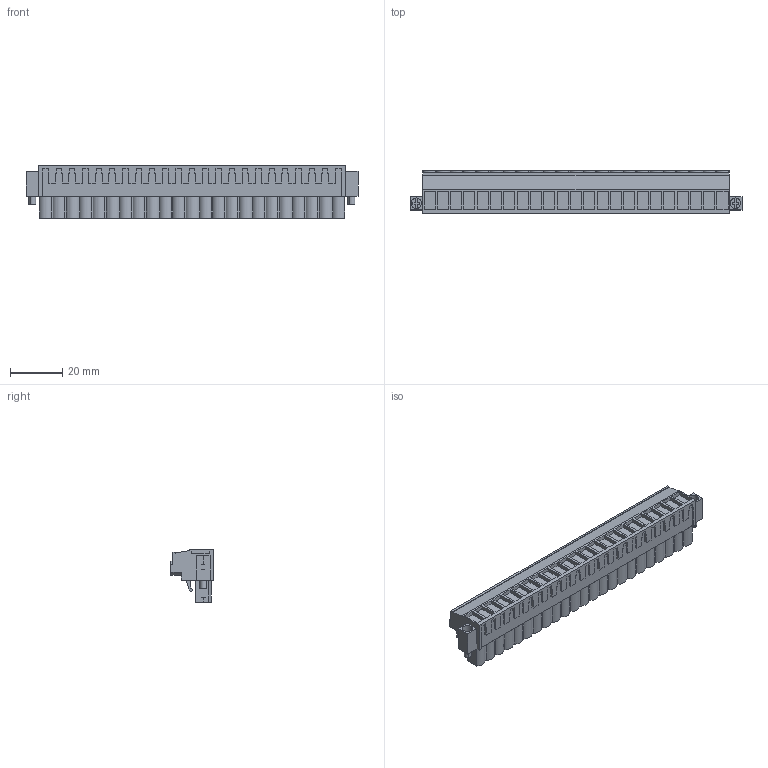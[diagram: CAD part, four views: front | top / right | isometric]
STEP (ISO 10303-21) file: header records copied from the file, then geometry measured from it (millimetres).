
FILE_DESCRIPTION(('CATIA V5 STEP','CAx-IF Rec.Pracs.--- Model Styling and Organization---1.2---2011-12-15'),'2;1');
FILE_NAME ('D1459932_0_1944300000_1944300000.stp','2017-05-22T09:57:47+00:00',('none'),('Weidmueller'),'CATIA Version 5-6 Release 2014','CATIA V5 STEP AP214','none');
FILE_SCHEMA(('AUTOMOTIVE_DESIGN { 1 0 10303 214 1 1 1 1 }'));
Length unit declared in the file: millimetre
Products named in the file (1): 1944300000
Bounding box: 126.64 x 16.1 x 20.05 mm (x, y, z)
Volume: 22119.3 mm3; surface area: 14156.3 mm2
Topology: 26 solids, 26 shells, 1572 faces, 4439 edges, 3016 vertices
Faces by surface type: plane 1341, cylinder 231
Entity records: 46435 total; most frequent: ORIENTED_EDGE 8878, CARTESIAN_POINT 8316, DIRECTION 6159, EDGE_CURVE 4439, VECTOR 3877, LINE 3877, VERTEX_POINT 3016, EDGE_LOOP 1673
